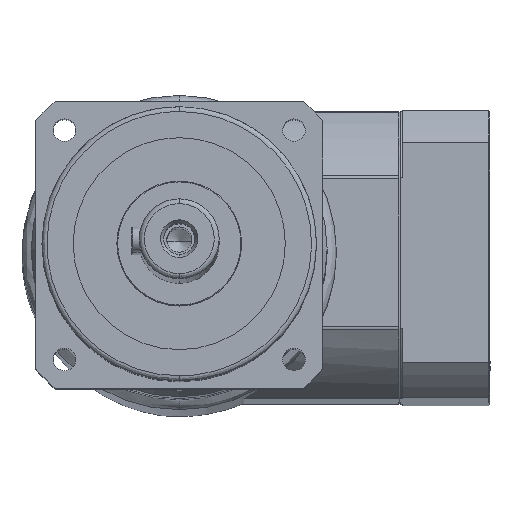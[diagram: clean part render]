
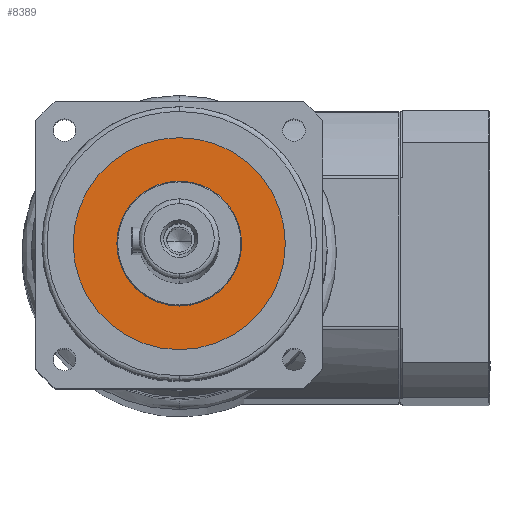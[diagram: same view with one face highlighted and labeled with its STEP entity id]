
A CAD part, left-side view. The second image highlights one B-rep face of the part: STEP entity #8389.
In plain terms, the highlighted face is planar.
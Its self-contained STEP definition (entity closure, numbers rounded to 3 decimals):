
#320 = CARTESIAN_POINT ( 'NONE',  ( -53.01, 0., 0. ) ) ;
#1065 = ORIENTED_EDGE ( 'NONE', *, *, #7389, .T. ) ;
#1578 = CARTESIAN_POINT ( 'NONE',  ( -53.01, 0., 0. ) ) ;
#1631 = CARTESIAN_POINT ( 'NONE',  ( -53.01, 0., -42.5 ) ) ;
#2709 = DIRECTION ( 'NONE',  ( 0., 0., -1. ) ) ;
#3117 = CARTESIAN_POINT ( 'NONE',  ( -53.01, 0., 42.5 ) ) ;
#3284 = CARTESIAN_POINT ( 'NONE',  ( -53.01, 0., 0. ) ) ;
#3985 = DIRECTION ( 'NONE',  ( 0., 0., 1. ) ) ;
#4095 = CARTESIAN_POINT ( 'NONE',  ( -53.01, 0., -25. ) ) ;
#4550 = AXIS2_PLACEMENT_3D ( 'NONE', #21074, #7981, #23197 ) ;
#5560 = CIRCLE ( 'NONE', #4550, 42.5 ) ;
#5704 = DIRECTION ( 'NONE',  ( 0., 0., 1. ) ) ;
#6007 = AXIS2_PLACEMENT_3D ( 'NONE', #1578, #17352, #3985 ) ;
#6434 = DIRECTION ( 'NONE',  ( -1., 0., 0. ) ) ;
#6740 = EDGE_CURVE ( 'NONE', #21032, #22691, #9349, .T. ) ;
#7389 = EDGE_CURVE ( 'NONE', #8494, #16889, #9304, .T. ) ;
#7589 = EDGE_CURVE ( 'NONE', #22691, #21032, #26582, .T. ) ;
#7981 = DIRECTION ( 'NONE',  ( 1., 0., 0. ) ) ;
#8389 = ADVANCED_FACE ( 'NONE', ( #25084, #8476 ), #26931, .T. ) ;
#8476 = FACE_BOUND ( 'NONE', #18528, .T. ) ;
#8494 = VERTEX_POINT ( 'NONE', #3117 ) ;
#9304 = CIRCLE ( 'NONE', #24775, 42.5 ) ;
#9349 = CIRCLE ( 'NONE', #6007, 25. ) ;
#14659 = EDGE_CURVE ( 'NONE', #16889, #8494, #5560, .T. ) ;
#15232 = ORIENTED_EDGE ( 'NONE', *, *, #6740, .T. ) ;
#15755 = AXIS2_PLACEMENT_3D ( 'NONE', #320, #16208, #2709 ) ;
#16208 = DIRECTION ( 'NONE',  ( 1., 0., 0. ) ) ;
#16889 = VERTEX_POINT ( 'NONE', #1631 ) ;
#16902 = CARTESIAN_POINT ( 'NONE',  ( -53.01, 0., 25. ) ) ;
#17352 = DIRECTION ( 'NONE',  ( -1., 0., 0. ) ) ;
#18528 = EDGE_LOOP ( 'NONE', ( #20951, #15232 ) ) ;
#18888 = DIRECTION ( 'NONE',  ( 1., 0., 0. ) ) ;
#19332 = EDGE_LOOP ( 'NONE', ( #1065, #21983 ) ) ;
#19536 = CARTESIAN_POINT ( 'NONE',  ( -53.01, 0., 0. ) ) ;
#20951 = ORIENTED_EDGE ( 'NONE', *, *, #7589, .T. ) ;
#21032 = VERTEX_POINT ( 'NONE', #4095 ) ;
#21074 = CARTESIAN_POINT ( 'NONE',  ( -53.01, 0., 0. ) ) ;
#21744 = DIRECTION ( 'NONE',  ( 0., 0., 1. ) ) ;
#21983 = ORIENTED_EDGE ( 'NONE', *, *, #14659, .T. ) ;
#22691 = VERTEX_POINT ( 'NONE', #16902 ) ;
#22969 = AXIS2_PLACEMENT_3D ( 'NONE', #19536, #6434, #21744 ) ;
#23197 = DIRECTION ( 'NONE',  ( 0., 0., 1. ) ) ;
#24775 = AXIS2_PLACEMENT_3D ( 'NONE', #3284, #18888, #5704 ) ;
#25084 = FACE_OUTER_BOUND ( 'NONE', #19332, .T. ) ;
#26582 = CIRCLE ( 'NONE', #22969, 25. ) ;
#26931 = PLANE ( 'NONE',  #15755 ) ;
